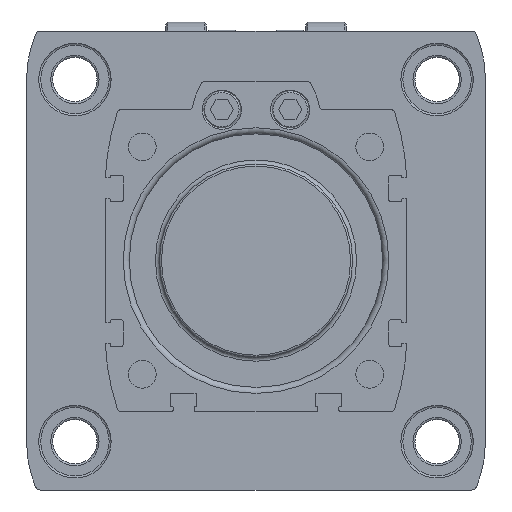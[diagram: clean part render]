
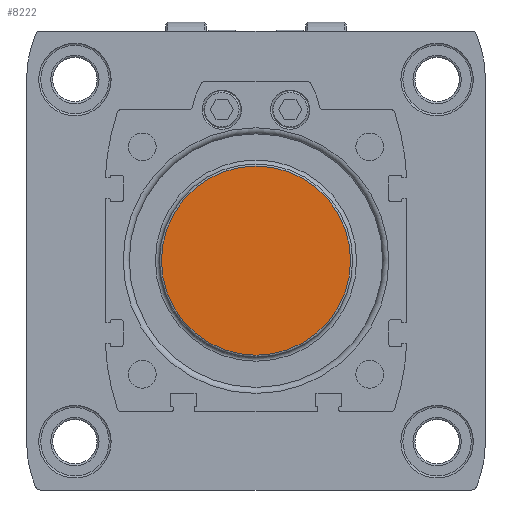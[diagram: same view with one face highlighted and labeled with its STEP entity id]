
A CAD part, front view. The second image highlights one B-rep face of the part: STEP entity #8222.
In plain terms, the highlighted planar face has unit normal (0, -1, 0).
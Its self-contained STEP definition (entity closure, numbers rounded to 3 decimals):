
#225=PLANE('',#8966);
#2160=ORIENTED_EDGE('',*,*,#4136,.T.);
#4136=EDGE_CURVE('',#5126,#5126,#5857,.T.);
#5126=VERTEX_POINT('',#13183);
#5857=CIRCLE('',#8967,23.5);
#6350=EDGE_LOOP('',(#2160));
#7181=FACE_BOUND('',#6350,.T.);
#8222=ADVANCED_FACE('',(#7181),#225,.T.);
#8966=AXIS2_PLACEMENT_3D('',#13181,#10493,#10494);
#8967=AXIS2_PLACEMENT_3D('',#13182,#10495,#10496);
#10493=DIRECTION('',(0.,-1.,0.));
#10494=DIRECTION('',(0.,0.,-1.));
#10495=DIRECTION('',(0.,-1.,0.));
#10496=DIRECTION('',(0.,0.,-1.));
#13181=CARTESIAN_POINT('',(0.,2.,0.));
#13182=CARTESIAN_POINT('',(0.,2.,0.));
#13183=CARTESIAN_POINT('',(0.,2.,-23.5));
